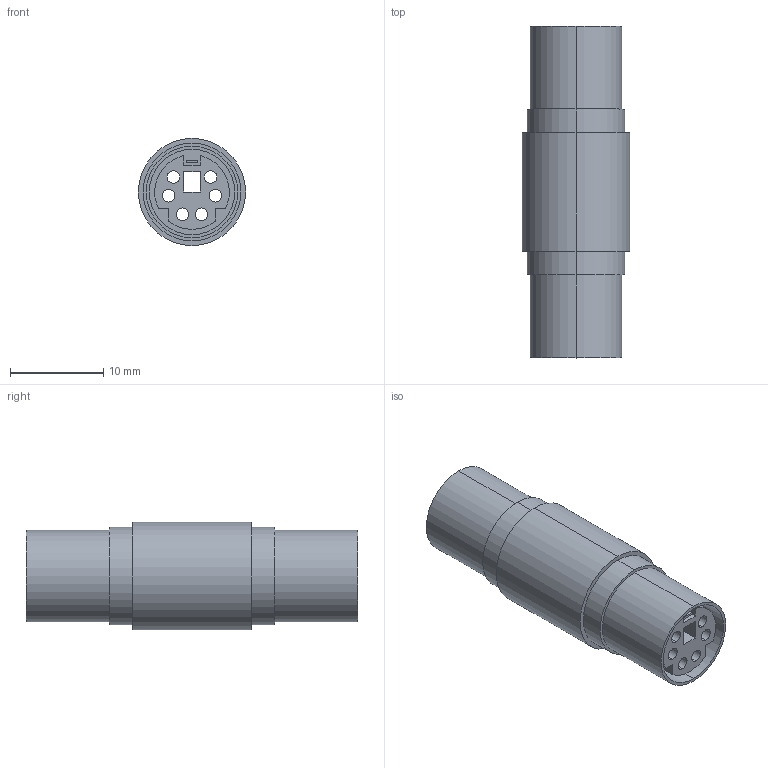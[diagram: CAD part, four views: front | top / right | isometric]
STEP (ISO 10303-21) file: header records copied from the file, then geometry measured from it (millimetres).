
FILE_DESCRIPTION (( 'STEP AP214' ), '1' );
FILE_NAME ('DMB536F.STEP', '2019-06-27T19:45:25', ( '' ), ( '' ), 'SwSTEP 2.0', 'SolidWorks 2018', '' );
FILE_SCHEMA (( 'AUTOMOTIVE_DESIGN' ));
Length unit declared in the file: inch
Products named in the file (3): DMB536F; 3AB10-012; MD66FF-MA1_no pin marking
Assembly tree (2 placements, depth 2):
  DMB536F
    3AB10-012
    MD66FF-MA1_no pin marking
Bounding box: 11.48 x 35.56 x 11.48 mm (x, y, z)
Volume: 2335.6 mm3; surface area: 4624.8 mm2
Topology: 2 solids, 2 shells, 70 faces, 174 edges, 116 vertices
Faces by surface type: plane 38, cylinder 32
Entity records: 2258 total; most frequent: DIRECTION 388, CARTESIAN_POINT 365, ORIENTED_EDGE 348, EDGE_CURVE 174, AXIS2_PLACEMENT_3D 139, VERTEX_POINT 116, LINE 110, VECTOR 110
